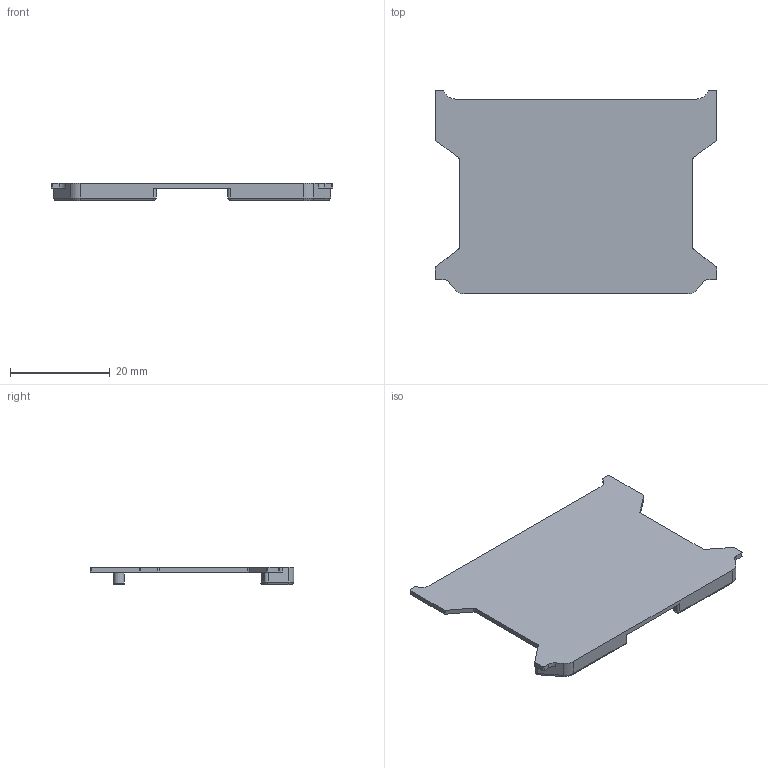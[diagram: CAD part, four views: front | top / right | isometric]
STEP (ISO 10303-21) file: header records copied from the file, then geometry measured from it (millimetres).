
FILE_DESCRIPTION((''),'2;1');
FILE_NAME('SRK350AP','2013-11-04T',('Andreas Nolte'),(''),'PRO/ENGINEER BY PARAMETRIC TECHNOLOGY CORPORATION, 2013130','PRO/ENGINEER BY PARAMETRIC TECHNOLOGY CORPORATION, 2013130','');
FILE_SCHEMA(('CONFIG_CONTROL_DESIGN'));
Length unit declared in the file: millimetre
Products named in the file (1): SRK350AP
Bounding box: 56.5 x 40.85 x 3.45 mm (x, y, z)
Volume: 2054 mm3; surface area: 4488.8 mm2
Topology: 1 solids, 1 shells, 149 faces, 358 edges, 220 vertices
Faces by surface type: plane 55, cylinder 50, cone 28, bspline 8, torus 8
Entity records: 4450 total; most frequent: CARTESIAN_POINT 847, DIRECTION 800, ORIENTED_EDGE 716, EDGE_CURVE 358, AXIS2_PLACEMENT_3D 301, VERTEX_POINT 220, VECTOR 198, LINE 198
